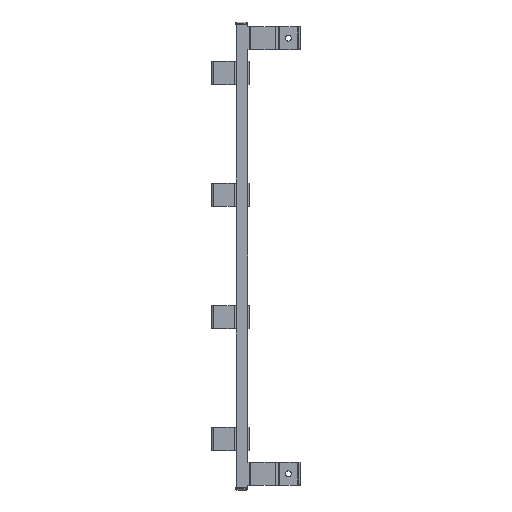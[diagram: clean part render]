
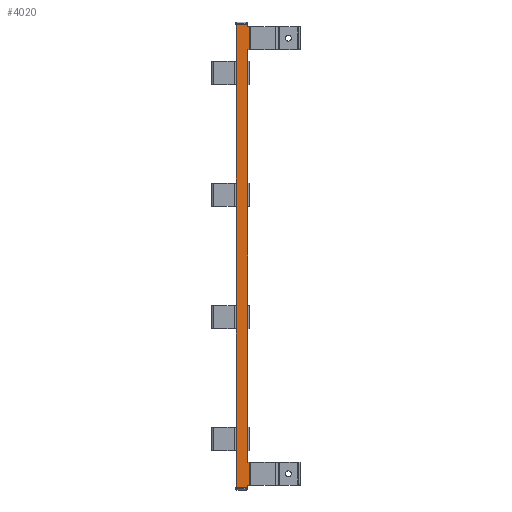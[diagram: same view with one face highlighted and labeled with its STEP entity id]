
A CAD part, front view. The second image highlights one B-rep face of the part: STEP entity #4020.
In plain terms, the highlighted planar face has unit normal (0, -1, 0).
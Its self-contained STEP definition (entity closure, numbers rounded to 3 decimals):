
#1930=CARTESIAN_POINT('',(5.,-15.,0.));
#1940=DIRECTION('',(0.,0.,-1.));
#1950=VECTOR('',#1940,1.);
#1960=LINE('',#1930,#1950);
#1970=CARTESIAN_POINT('',(5.,-15.,-198.));
#1980=VERTEX_POINT('',#1970);
#1990=CARTESIAN_POINT('',(5.,-15.,-200.));
#2000=VERTEX_POINT('',#1990);
#2010=EDGE_CURVE('',#1980,#2000,#1960,.T.);
#2680=CARTESIAN_POINT('',(5.,-15.,0.));
#2690=DIRECTION('',(-0.,1.,0.));
#2700=DIRECTION('',(1.,0.,0.));
#2710=AXIS2_PLACEMENT_3D('',#2680,#2690,#2700);
#2720=PLANE('',#2710);
#2730=CARTESIAN_POINT('',(-5.,-15.,0.));
#2740=DIRECTION('',(0.,0.,-1.));
#2750=VECTOR('',#2740,1.);
#2760=LINE('',#2730,#2750);
#2770=CARTESIAN_POINT('',(-5.,-15.,-168.));
#2780=VERTEX_POINT('',#2770);
#2790=CARTESIAN_POINT('',(-5.,-15.,-200.));
#2800=VERTEX_POINT('',#2790);
#2810=EDGE_CURVE('',#2780,#2800,#2760,.T.);
#2820=ORIENTED_EDGE('',*,*,#2810,.T.);
#2830=CARTESIAN_POINT('',(-5.,-15.,0.));
#2840=DIRECTION('',(0.,0.,1.));
#2850=VECTOR('',#2840,1.);
#2860=LINE('',#2830,#2850);
#2870=CARTESIAN_POINT('',(-5.,-15.,-148.));
#2880=VERTEX_POINT('',#2870);
#2890=EDGE_CURVE('',#2780,#2880,#2860,.T.);
#2900=ORIENTED_EDGE('',*,*,#2890,.F.);
#2910=CARTESIAN_POINT('',(-5.,-15.,-63.));
#2920=VERTEX_POINT('',#2910);
#2930=EDGE_CURVE('',#2920,#2880,#2760,.T.);
#2940=ORIENTED_EDGE('',*,*,#2930,.T.);
#2950=CARTESIAN_POINT('',(-5.,-15.,0.));
#2960=DIRECTION('',(0.,0.,1.));
#2970=VECTOR('',#2960,1.);
#2980=LINE('',#2950,#2970);
#2990=CARTESIAN_POINT('',(-5.,-15.,-43.));
#3000=VERTEX_POINT('',#2990);
#3010=EDGE_CURVE('',#2920,#3000,#2980,.T.);
#3020=ORIENTED_EDGE('',*,*,#3010,.F.);
#3030=CARTESIAN_POINT('',(-5.,-15.,43.));
#3040=VERTEX_POINT('',#3030);
#3050=EDGE_CURVE('',#3040,#3000,#2760,.T.);
#3060=ORIENTED_EDGE('',*,*,#3050,.T.);
#3070=CARTESIAN_POINT('',(-5.,-15.,0.));
#3080=DIRECTION('',(0.,0.,1.));
#3090=VECTOR('',#3080,1.);
#3100=LINE('',#3070,#3090);
#3110=CARTESIAN_POINT('',(-5.,-15.,63.));
#3120=VERTEX_POINT('',#3110);
#3130=EDGE_CURVE('',#3040,#3120,#3100,.T.);
#3140=ORIENTED_EDGE('',*,*,#3130,.F.);
#3150=CARTESIAN_POINT('',(-5.,-15.,148.));
#3160=VERTEX_POINT('',#3150);
#3170=EDGE_CURVE('',#3160,#3120,#2760,.T.);
#3180=ORIENTED_EDGE('',*,*,#3170,.T.);
#3190=CARTESIAN_POINT('',(-5.,-15.,0.));
#3200=DIRECTION('',(0.,0.,1.));
#3210=VECTOR('',#3200,1.);
#3220=LINE('',#3190,#3210);
#3230=CARTESIAN_POINT('',(-5.,-15.,168.));
#3240=VERTEX_POINT('',#3230);
#3250=EDGE_CURVE('',#3160,#3240,#3220,.T.);
#3260=ORIENTED_EDGE('',*,*,#3250,.F.);
#3270=CARTESIAN_POINT('',(-5.,-15.,200.));
#3280=VERTEX_POINT('',#3270);
#3290=EDGE_CURVE('',#3280,#3240,#2760,.T.);
#3300=ORIENTED_EDGE('',*,*,#3290,.T.);
#3310=CARTESIAN_POINT('',(0.,-15.,200.));
#3320=DIRECTION('',(1.,0.,0.));
#3330=VECTOR('',#3320,1.);
#3340=LINE('',#3310,#3330);
#3350=CARTESIAN_POINT('',(5.,-15.,200.));
#3360=VERTEX_POINT('',#3350);
#3370=EDGE_CURVE('',#3280,#3360,#3340,.T.);
#3380=ORIENTED_EDGE('',*,*,#3370,.F.);
#3390=CARTESIAN_POINT('',(5.,-15.,198.));
#3400=VERTEX_POINT('',#3390);
#3410=EDGE_CURVE('',#3360,#3400,#1960,.T.);
#3420=ORIENTED_EDGE('',*,*,#3410,.F.);
#3430=CARTESIAN_POINT('',(0.,-15.,198.));
#3440=DIRECTION('',(1.,0.,0.));
#3450=VECTOR('',#3440,1.);
#3460=LINE('',#3430,#3450);
#3470=CARTESIAN_POINT('',(6.5,-15.,198.));
#3480=VERTEX_POINT('',#3470);
#3490=EDGE_CURVE('',#3400,#3480,#3460,.T.);
#3500=ORIENTED_EDGE('',*,*,#3490,.F.);
#3510=CARTESIAN_POINT('',(6.5,-15.,0.));
#3520=DIRECTION('',(0.,0.,-1.));
#3530=VECTOR('',#3520,1.);
#3540=LINE('',#3510,#3530);
#3550=CARTESIAN_POINT('',(6.5,-15.,178.));
#3560=VERTEX_POINT('',#3550);
#3570=EDGE_CURVE('',#3480,#3560,#3540,.T.);
#3580=ORIENTED_EDGE('',*,*,#3570,.F.);
#3590=CARTESIAN_POINT('',(0.,-15.,178.));
#3600=DIRECTION('',(1.,0.,0.));
#3610=VECTOR('',#3600,1.);
#3620=LINE('',#3590,#3610);
#3630=CARTESIAN_POINT('',(5.,-15.,178.));
#3640=VERTEX_POINT('',#3630);
#3650=EDGE_CURVE('',#3640,#3560,#3620,.T.);
#3660=ORIENTED_EDGE('',*,*,#3650,.T.);
#3670=CARTESIAN_POINT('',(5.,-15.,-178.));
#3680=VERTEX_POINT('',#3670);
#3690=EDGE_CURVE('',#3640,#3680,#1960,.T.);
#3700=ORIENTED_EDGE('',*,*,#3690,.F.);
#3710=CARTESIAN_POINT('',(0.,-15.,-178.));
#3720=DIRECTION('',(1.,0.,0.));
#3730=VECTOR('',#3720,1.);
#3740=LINE('',#3710,#3730);
#3750=CARTESIAN_POINT('',(6.5,-15.,-178.));
#3760=VERTEX_POINT('',#3750);
#3770=EDGE_CURVE('',#3680,#3760,#3740,.T.);
#3780=ORIENTED_EDGE('',*,*,#3770,.F.);
#3790=CARTESIAN_POINT('',(6.5,-15.,0.));
#3800=DIRECTION('',(0.,0.,-1.));
#3810=VECTOR('',#3800,1.);
#3820=LINE('',#3790,#3810);
#3830=CARTESIAN_POINT('',(6.5,-15.,-198.));
#3840=VERTEX_POINT('',#3830);
#3850=EDGE_CURVE('',#3760,#3840,#3820,.T.);
#3860=ORIENTED_EDGE('',*,*,#3850,.F.);
#3870=CARTESIAN_POINT('',(0.,-15.,-198.));
#3880=DIRECTION('',(1.,0.,0.));
#3890=VECTOR('',#3880,1.);
#3900=LINE('',#3870,#3890);
#3910=EDGE_CURVE('',#1980,#3840,#3900,.T.);
#3920=ORIENTED_EDGE('',*,*,#3910,.T.);
#3930=ORIENTED_EDGE('',*,*,#2010,.F.);
#3940=CARTESIAN_POINT('',(0.,-15.,-200.));
#3950=DIRECTION('',(-1.,0.,0.));
#3960=VECTOR('',#3950,1.);
#3970=LINE('',#3940,#3960);
#3980=EDGE_CURVE('',#2000,#2800,#3970,.T.);
#3990=ORIENTED_EDGE('',*,*,#3980,.F.);
#4000=EDGE_LOOP('',(#3990,#3930,#3920,#3860,#3780,#3700,#3660,#3580,
#3500,#3420,#3380,#3300,#3260,#3180,#3140,#3060,#3020,#2940,#2900,#2820)
);
#4010=FACE_OUTER_BOUND('',#4000,.T.);
#4020=ADVANCED_FACE('',(#4010),#2720,.F.);
